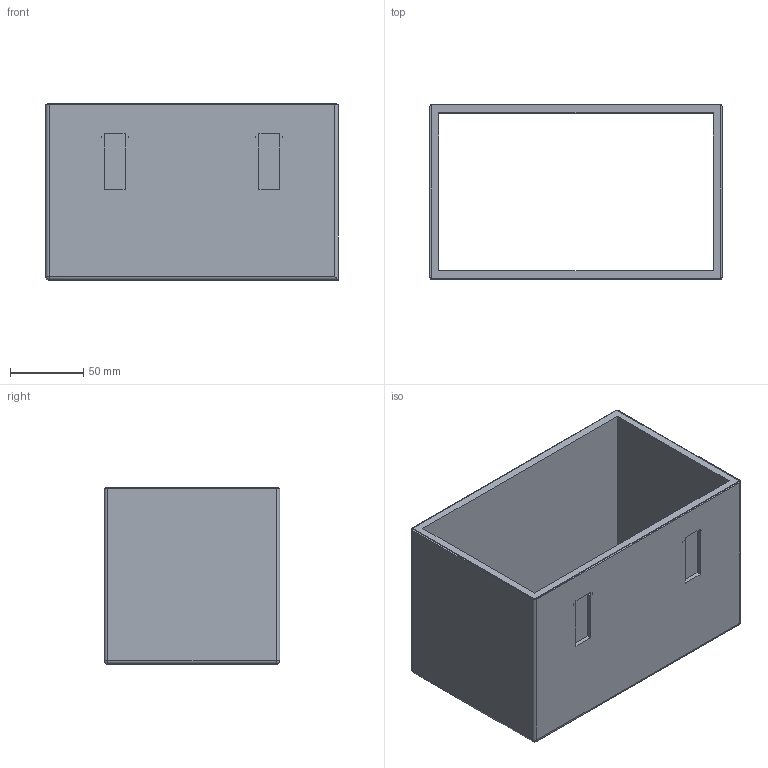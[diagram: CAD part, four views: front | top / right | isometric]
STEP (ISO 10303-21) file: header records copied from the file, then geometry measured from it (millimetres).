
FILE_DESCRIPTION(/* description */ (''),/* implementation_level */ '2;1');
FILE_NAME(/* name */ 'Capno_casing.step',/* time_stamp */ '2022-12-07T12:48:39Z',/* author */ (''),/* organization */ (''),/* preprocessor_version */ 'ST-DEVELOPER v19.2',/* originating_system */ 'Autodesk Translation Framework v11.17.0.187',/* authorisation */ '');
FILE_SCHEMA (('AUTOMOTIVE_DESIGN { 1 0 10303 214 3 1 1 }'));
Length unit declared in the file: millimetre
Products named in the file (1): Capno_casing
Bounding box: 200 x 120 x 120.5 mm (x, y, z)
Volume: 433771.5 mm3; surface area: 156858.1 mm2
Topology: 1 solids, 1 shells, 187 faces, 496 edges, 328 vertices
Faces by surface type: plane 88, bspline 86, cylinder 11, sphere 2
Full cylindrical faces by diameter (mm): 2.138 x4
Entity records: 6583 total; most frequent: CARTESIAN_POINT 2474, ORIENTED_EDGE 992, DIRECTION 548, EDGE_CURVE 496, VERTEX_POINT 328, LINE 304, VECTOR 304, EDGE_LOOP 206
